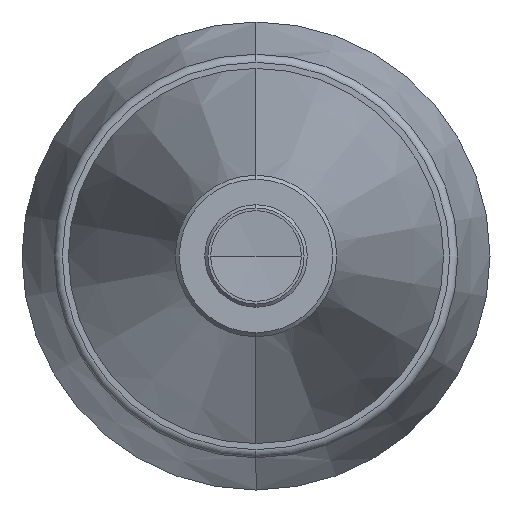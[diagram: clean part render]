
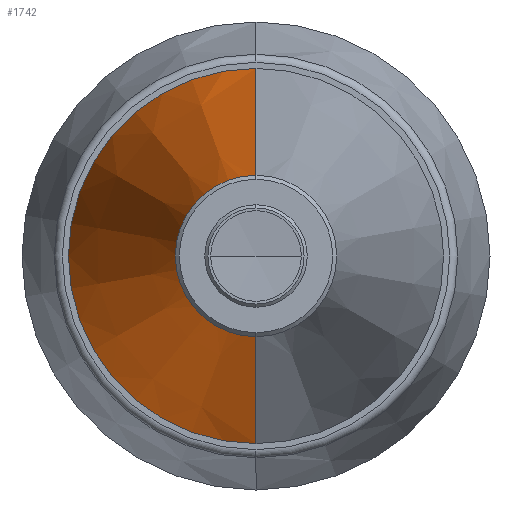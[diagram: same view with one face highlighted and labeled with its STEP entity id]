
A CAD part, left-side view. The second image highlights one B-rep face of the part: STEP entity #1742.
In plain terms, the highlighted conical face has half-angle 13.358 degrees and reference radius 46.5 mm.
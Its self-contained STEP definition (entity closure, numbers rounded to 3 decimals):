
#1667 = ORIENTED_EDGE ( 'NONE', *, *, #1669, .T. ) ;
#1669 = EDGE_CURVE ( 'NONE', #1734, #1746, #2246, .T. ) ;
#1689 = ORIENTED_EDGE ( 'NONE', *, *, #1758, .F. ) ;
#1731 = EDGE_LOOP ( 'NONE', ( #1667, #1754, #1757, #1689 ) ) ;
#1734 = VERTEX_POINT ( 'NONE', #2345 ) ;
#1741 = VERTEX_POINT ( 'NONE', #2271 ) ;
#1742 = ADVANCED_FACE ( 'NONE', ( #2289 ), #2276, .T. ) ;
#1743 = VERTEX_POINT ( 'NONE', #2290 ) ;
#1744 = EDGE_CURVE ( 'NONE', #1746, #1741, #2269, .T. ) ;
#1746 = VERTEX_POINT ( 'NONE', #2261 ) ;
#1754 = ORIENTED_EDGE ( 'NONE', *, *, #1744, .T. ) ;
#1755 = EDGE_CURVE ( 'NONE', #1741, #1743, #2308, .T. ) ;
#1757 = ORIENTED_EDGE ( 'NONE', *, *, #1755, .T. ) ;
#1758 = EDGE_CURVE ( 'NONE', #1734, #1743, #2305, .T. ) ;
#2123 = CARTESIAN_POINT ( 'NONE',  ( 85.375, 0., 0. ) ) ;
#2124 = AXIS2_PLACEMENT_3D ( 'NONE', #2123, #2240, #2239 ) ;
#2239 = DIRECTION ( 'NONE',  ( 0., 0., -1. ) ) ;
#2240 = DIRECTION ( 'NONE',  ( 1., 0., 0. ) ) ;
#2246 = CIRCLE ( 'NONE', #2124, 19.441 ) ;
#2253 = AXIS2_PLACEMENT_3D ( 'NONE', #2304, #2303, #2302 ) ;
#2255 = DIRECTION ( 'NONE',  ( 0.973, 0., 0.231 ) ) ;
#2256 = VECTOR ( 'NONE', #2255, 1000. ) ;
#2257 = CARTESIAN_POINT ( 'NONE',  ( 199.324, 0., 46.5 ) ) ;
#2260 = DIRECTION ( 'NONE',  ( 0., 0., -1. ) ) ;
#2261 = CARTESIAN_POINT ( 'NONE',  ( 85.375, 0., 19.441 ) ) ;
#2263 = DIRECTION ( 'NONE',  ( 1., 0., 0. ) ) ;
#2269 = LINE ( 'NONE', #2257, #2256 ) ;
#2271 = CARTESIAN_POINT ( 'NONE',  ( 199.324, 0., 46.5 ) ) ;
#2276 = CONICAL_SURFACE ( 'NONE', #2277, 46.5, 0.233 ) ;
#2277 = AXIS2_PLACEMENT_3D ( 'NONE', #2292, #2263, #2260 ) ;
#2289 = FACE_OUTER_BOUND ( 'NONE', #1731, .T. ) ;
#2290 = CARTESIAN_POINT ( 'NONE',  ( 199.324, 0., -46.5 ) ) ;
#2292 = CARTESIAN_POINT ( 'NONE',  ( 199.324, 0., 0. ) ) ;
#2298 = DIRECTION ( 'NONE',  ( 0.973, 0., -0.231 ) ) ;
#2299 = VECTOR ( 'NONE', #2298, 1000. ) ;
#2302 = DIRECTION ( 'NONE',  ( 0., 0., 1. ) ) ;
#2303 = DIRECTION ( 'NONE',  ( -1., 0., 0. ) ) ;
#2304 = CARTESIAN_POINT ( 'NONE',  ( 199.324, 0., 0. ) ) ;
#2305 = LINE ( 'NONE', #2309, #2299 ) ;
#2308 = CIRCLE ( 'NONE', #2253, 46.5 ) ;
#2309 = CARTESIAN_POINT ( 'NONE',  ( 199.324, 0., -46.5 ) ) ;
#2345 = CARTESIAN_POINT ( 'NONE',  ( 85.375, 0., -19.441 ) ) ;
